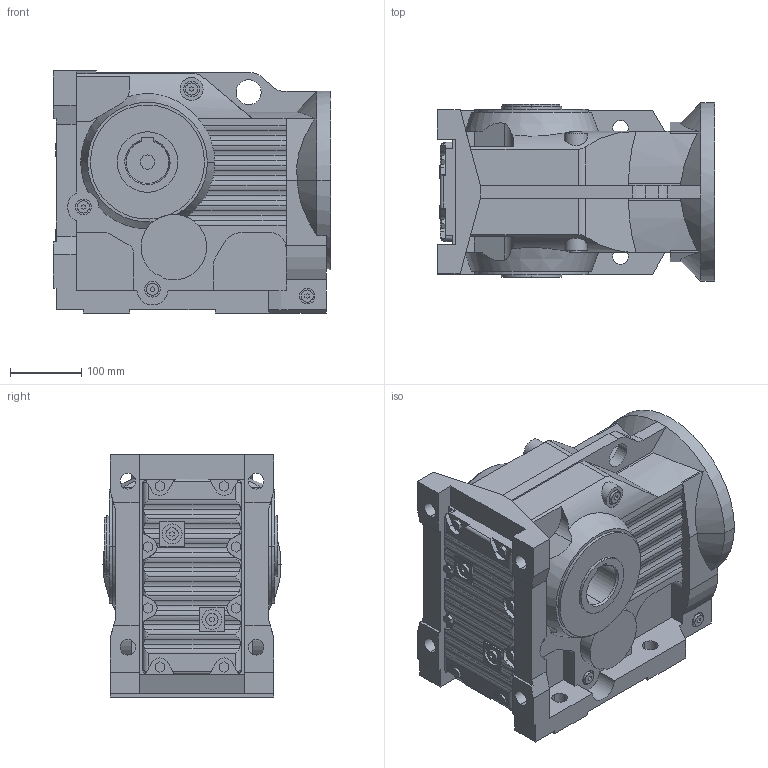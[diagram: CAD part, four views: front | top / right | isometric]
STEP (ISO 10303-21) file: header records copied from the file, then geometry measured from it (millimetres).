
FILE_DESCRIPTION(('STEP AP214'),'1');
FILE_NAME('cctmp_A036AB64-3A8A-4727-BE3E-D92E6DF1F4EE_2022_06_09_15_36_55_0499..stp','2022-06-09T13:36:55',('SEW-EURODRIVE GmbH & Co KG'),('CADClick - www.CADClick.com'),'Spatial InterOp 3D postprocessed',' ','unknown authorization');
FILE_SCHEMA(('AUTOMOTIVE_DESIGN'));
Length unit declared in the file: millimetre
Products named in the file (1): 2022_06_09_15_36_55_0483
Bounding box: 389 x 250 x 340 mm (x, y, z)
Volume: 21804586.3 mm3; surface area: 744855.2 mm2
Topology: 1 solids, 1 shells, 578 faces, 1575 edges, 1040 vertices
Faces by surface type: plane 318, cylinder 244, cone 12, bspline 4
Entity records: 22429 total; most frequent: CARTESIAN_POINT 6154, ORIENTED_EDGE 3142, DIRECTION 2872, EDGE_CURVE 1571, VERTEX_POINT 1040, LINE 976, VECTOR 976, AXIS2_PLACEMENT_3D 948
